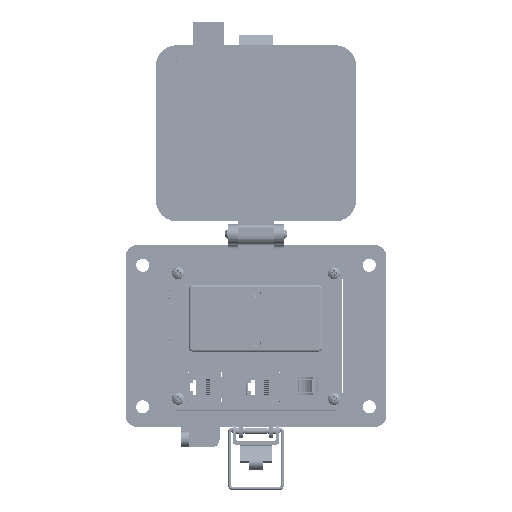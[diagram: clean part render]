
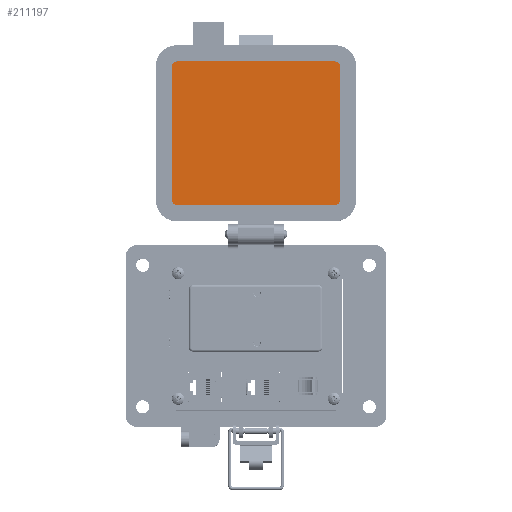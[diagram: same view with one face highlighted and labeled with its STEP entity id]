
A CAD part, top view. The second image highlights one B-rep face of the part: STEP entity #211197.
In plain terms, the highlighted planar face has unit normal (0, 0, 1).
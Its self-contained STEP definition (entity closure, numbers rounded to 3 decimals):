
#966 = ORIENTED_EDGE ( 'NONE', *, *, #133915, .F. ) ;
#1389 = LINE ( 'NONE', #99390, #174773 ) ;
#3266 = DIRECTION ( 'NONE',  ( 0., 0., 1. ) ) ;
#5403 = CARTESIAN_POINT ( 'NONE',  ( 35.912, 128.688, 19.202 ) ) ;
#14694 = DIRECTION ( 'NONE',  ( 0., -1., 0. ) ) ;
#16047 = DIRECTION ( 'NONE',  ( 0., -1., 0. ) ) ;
#16284 = DIRECTION ( 'NONE',  ( 0., 0., -1. ) ) ;
#18144 = EDGE_CURVE ( 'NONE', #143477, #60593, #81214, .T. ) ;
#19412 = CARTESIAN_POINT ( 'NONE',  ( -44.769, 60.004, 19.202 ) ) ;
#22450 = VECTOR ( 'NONE', #152738, 1000. ) ;
#29601 = CARTESIAN_POINT ( 'NONE',  ( -44.769, 126.389, 19.202 ) ) ;
#34802 = CIRCLE ( 'NONE', #196349, 2.299 ) ;
#45454 = LINE ( 'NONE', #114052, #77108 ) ;
#46092 = VERTEX_POINT ( 'NONE', #73681 ) ;
#48261 = ORIENTED_EDGE ( 'NONE', *, *, #149766, .F. ) ;
#49576 = AXIS2_PLACEMENT_3D ( 'NONE', #87126, #136549, #118589 ) ;
#50433 = CARTESIAN_POINT ( 'NONE',  ( 38.212, 126.389, 19.202 ) ) ;
#55901 = EDGE_CURVE ( 'NONE', #60593, #59159, #34802, .T. ) ;
#56780 = CIRCLE ( 'NONE', #49576, 2.299 ) ;
#58984 = DIRECTION ( 'NONE',  ( -1., 0., 0. ) ) ;
#59159 = VERTEX_POINT ( 'NONE', #105329 ) ;
#60593 = VERTEX_POINT ( 'NONE', #29601 ) ;
#70033 = ORIENTED_EDGE ( 'NONE', *, *, #18144, .F. ) ;
#73681 = CARTESIAN_POINT ( 'NONE',  ( 38.212, 60.004, 19.202 ) ) ;
#77108 = VECTOR ( 'NONE', #58984, 1000. ) ;
#80107 = CARTESIAN_POINT ( 'NONE',  ( -44.769, 93.196, 19.202 ) ) ;
#81214 = LINE ( 'NONE', #80107, #160650 ) ;
#85220 = DIRECTION ( 'NONE',  ( 0., 0., -1. ) ) ;
#86146 = EDGE_CURVE ( 'NONE', #46092, #122952, #214608, .T. ) ;
#87126 = CARTESIAN_POINT ( 'NONE',  ( 35.912, 126.389, 19.202 ) ) ;
#89397 = CARTESIAN_POINT ( 'NONE',  ( 35.912, 57.705, 19.202 ) ) ;
#89826 = VERTEX_POINT ( 'NONE', #50433 ) ;
#91000 = CARTESIAN_POINT ( 'NONE',  ( 39.871, 130.108, 19.202 ) ) ;
#99390 = CARTESIAN_POINT ( 'NONE',  ( 38.212, 93.196, 19.202 ) ) ;
#101783 = CARTESIAN_POINT ( 'NONE',  ( -42.469, 126.389, 19.202 ) ) ;
#104908 = AXIS2_PLACEMENT_3D ( 'NONE', #91000, #3266, #106707 ) ;
#105329 = CARTESIAN_POINT ( 'NONE',  ( -42.469, 128.688, 19.202 ) ) ;
#106707 = DIRECTION ( 'NONE',  ( -1., 0., 0. ) ) ;
#114052 = CARTESIAN_POINT ( 'NONE',  ( -3.279, 57.705, 19.202 ) ) ;
#118589 = DIRECTION ( 'NONE',  ( 1., 0., 0. ) ) ;
#122952 = VERTEX_POINT ( 'NONE', #89397 ) ;
#133915 = EDGE_CURVE ( 'NONE', #89826, #46092, #1389, .T. ) ;
#134761 = LINE ( 'NONE', #186504, #22450 ) ;
#136549 = DIRECTION ( 'NONE',  ( 0., 0., -1. ) ) ;
#138617 = EDGE_LOOP ( 'NONE', ( #179134, #966, #178491, #198836, #204942, #70033, #48261, #182167 ) ) ;
#143477 = VERTEX_POINT ( 'NONE', #19412 ) ;
#149766 = EDGE_CURVE ( 'NONE', #220204, #143477, #214709, .T. ) ;
#152738 = DIRECTION ( 'NONE',  ( 1., 0., 0. ) ) ;
#153738 = DIRECTION ( 'NONE',  ( 1., 0., 0. ) ) ;
#159522 = FACE_OUTER_BOUND ( 'NONE', #138617, .T. ) ;
#160650 = VECTOR ( 'NONE', #218461, 1000. ) ;
#162327 = EDGE_CURVE ( 'NONE', #122952, #220204, #45454, .T. ) ;
#163921 = VERTEX_POINT ( 'NONE', #5403 ) ;
#168742 = CARTESIAN_POINT ( 'NONE',  ( 35.912, 60.004, 19.202 ) ) ;
#170599 = CARTESIAN_POINT ( 'NONE',  ( -42.469, 60.004, 19.202 ) ) ;
#173070 = PLANE ( 'NONE',  #104908 ) ;
#174773 = VECTOR ( 'NONE', #16047, 1000. ) ;
#174878 = EDGE_CURVE ( 'NONE', #163921, #89826, #56780, .T. ) ;
#175016 = AXIS2_PLACEMENT_3D ( 'NONE', #168742, #221682, #14694 ) ;
#178491 = ORIENTED_EDGE ( 'NONE', *, *, #174878, .F. ) ;
#179134 = ORIENTED_EDGE ( 'NONE', *, *, #86146, .F. ) ;
#182167 = ORIENTED_EDGE ( 'NONE', *, *, #162327, .F. ) ;
#186504 = CARTESIAN_POINT ( 'NONE',  ( -3.279, 128.688, 19.202 ) ) ;
#195010 = EDGE_CURVE ( 'NONE', #59159, #163921, #134761, .T. ) ;
#196349 = AXIS2_PLACEMENT_3D ( 'NONE', #101783, #16284, #218842 ) ;
#198836 = ORIENTED_EDGE ( 'NONE', *, *, #195010, .F. ) ;
#204942 = ORIENTED_EDGE ( 'NONE', *, *, #55901, .F. ) ;
#211197 = ADVANCED_FACE ( 'NONE', ( #159522 ), #173070, .T. ) ;
#214608 = CIRCLE ( 'NONE', #175016, 2.299 ) ;
#214709 = CIRCLE ( 'NONE', #221955, 2.299 ) ;
#218461 = DIRECTION ( 'NONE',  ( 0., 1., 0. ) ) ;
#218842 = DIRECTION ( 'NONE',  ( 0., -1., 0. ) ) ;
#219091 = CARTESIAN_POINT ( 'NONE',  ( -42.469, 57.705, 19.202 ) ) ;
#220204 = VERTEX_POINT ( 'NONE', #219091 ) ;
#221682 = DIRECTION ( 'NONE',  ( 0., 0., -1. ) ) ;
#221955 = AXIS2_PLACEMENT_3D ( 'NONE', #170599, #85220, #153738 ) ;
